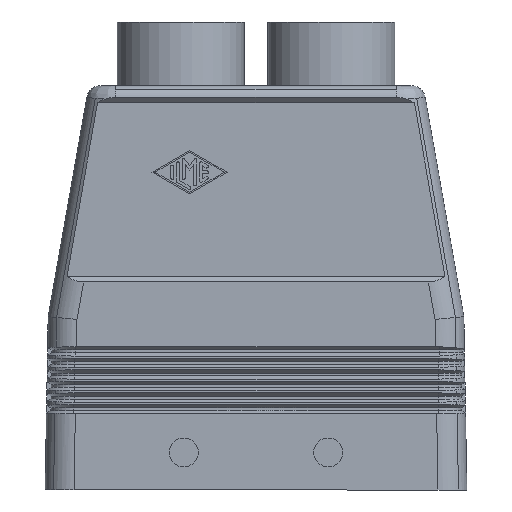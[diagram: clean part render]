
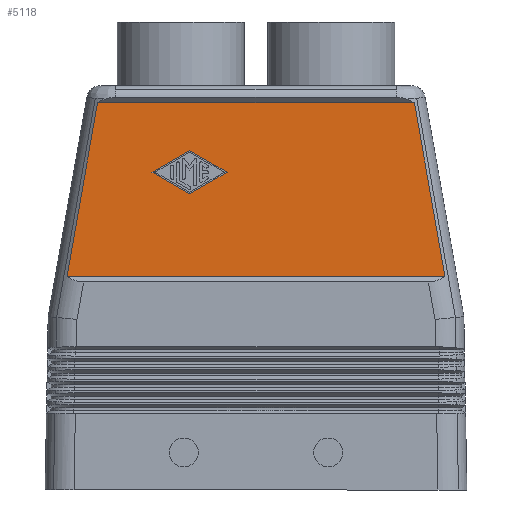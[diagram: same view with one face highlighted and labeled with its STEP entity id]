
A CAD part, front view. The second image highlights one B-rep face of the part: STEP entity #5118.
In plain terms, the highlighted planar face has unit normal (0, -1, 0).
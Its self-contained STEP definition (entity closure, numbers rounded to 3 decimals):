
#227=CARTESIAN_POINT('',(27.421,-20.5,67.0));
#228=VERTEX_POINT('',#227);
#236=CARTESIAN_POINT('',(32.711,-20.5,37.0));
#237=VERTEX_POINT('',#236);
#238=CARTESIAN_POINT('',(27.421,-20.5,67.0));
#239=DIRECTION('',(0.174,0.0,-0.985));
#240=VECTOR('',#239,30.463);
#241=LINE('',#238,#240);
#242=EDGE_CURVE('',#228,#237,#241,.T.);
#613=CARTESIAN_POINT('',(-32.711,-20.5,37.0));
#614=VERTEX_POINT('',#613);
#622=CARTESIAN_POINT('',(-27.421,-20.5,67.0));
#623=VERTEX_POINT('',#622);
#624=CARTESIAN_POINT('',(-32.711,-20.5,37.0));
#625=DIRECTION('',(0.174,0.0,0.985));
#626=VECTOR('',#625,30.463);
#627=LINE('',#624,#626);
#628=EDGE_CURVE('',#614,#623,#627,.T.);
#4326=CARTESIAN_POINT('',(-5.,-20.5,55.));
#4327=VERTEX_POINT('',#4326);
#4334=CARTESIAN_POINT('',(-11.5,-20.5,58.749));
#4335=VERTEX_POINT('',#4334);
#4336=CARTESIAN_POINT('',(-11.5,-20.5,58.749));
#4337=DIRECTION('',(0.866,0.0,-0.5));
#4338=VECTOR('',#4337,7.504);
#4339=LINE('',#4336,#4338);
#4340=EDGE_CURVE('',#4335,#4327,#4339,.T.);
#4364=CARTESIAN_POINT('',(-11.5,-20.5,51.251));
#4365=VERTEX_POINT('',#4364);
#4372=CARTESIAN_POINT('',(-5.,-20.5,55.));
#4373=DIRECTION('',(-0.866,0.0,-0.5));
#4374=VECTOR('',#4373,7.504);
#4375=LINE('',#4372,#4374);
#4376=EDGE_CURVE('',#4327,#4365,#4375,.T.);
#4395=CARTESIAN_POINT('',(-18.,-20.5,55.));
#4396=VERTEX_POINT('',#4395);
#4403=CARTESIAN_POINT('',(-11.5,-20.5,51.251));
#4404=DIRECTION('',(-0.866,0.0,0.5));
#4405=VECTOR('',#4404,7.504);
#4406=LINE('',#4403,#4405);
#4407=EDGE_CURVE('',#4365,#4396,#4406,.T.);
#4425=CARTESIAN_POINT('',(-18.,-20.5,55.));
#4426=DIRECTION('',(0.866,0.0,0.5));
#4427=VECTOR('',#4426,7.504);
#4428=LINE('',#4425,#4427);
#4429=EDGE_CURVE('',#4396,#4335,#4428,.T.);
#5091=CARTESIAN_POINT('',(0.0,-20.5,67.0));
#5092=DIRECTION('',(0.0,1.0,0.0));
#5093=DIRECTION('',(0.0,0.0,1.0));
#5094=AXIS2_PLACEMENT_3D('',#5091,#5092,#5093);
#5095=PLANE('',#5094);
#5096=ORIENTED_EDGE('',*,*,#242,.F.);
#5097=CARTESIAN_POINT('',(-27.421,-20.5,67.0));
#5098=DIRECTION('',(1.0,0.0,0.0));
#5099=VECTOR('',#5098,54.843);
#5100=LINE('',#5097,#5099);
#5101=EDGE_CURVE('',#623,#228,#5100,.T.);
#5102=ORIENTED_EDGE('',*,*,#5101,.F.);
#5103=ORIENTED_EDGE('',*,*,#628,.F.);
#5104=CARTESIAN_POINT('',(32.711,-20.5,37.0));
#5105=DIRECTION('',(-1.0,0.0,0.0));
#5106=VECTOR('',#5105,65.422);
#5107=LINE('',#5104,#5106);
#5108=EDGE_CURVE('',#237,#614,#5107,.T.);
#5109=ORIENTED_EDGE('',*,*,#5108,.F.);
#5110=EDGE_LOOP('',(#5096,#5102,#5103,#5109));
#5111=FACE_OUTER_BOUND('',#5110,.T.);
#5112=ORIENTED_EDGE('',*,*,#4340,.T.);
#5113=ORIENTED_EDGE('',*,*,#4376,.T.);
#5114=ORIENTED_EDGE('',*,*,#4407,.T.);
#5115=ORIENTED_EDGE('',*,*,#4429,.T.);
#5116=EDGE_LOOP('',(#5112,#5113,#5114,#5115));
#5117=FACE_BOUND('',#5116,.T.);
#5118=ADVANCED_FACE('',(#5111,#5117),#5095,.F.);
